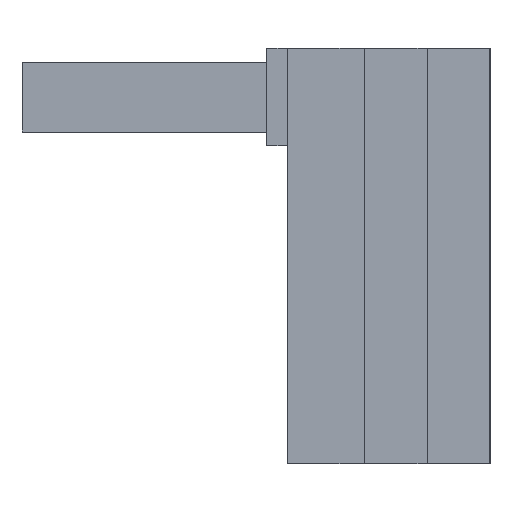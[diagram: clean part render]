
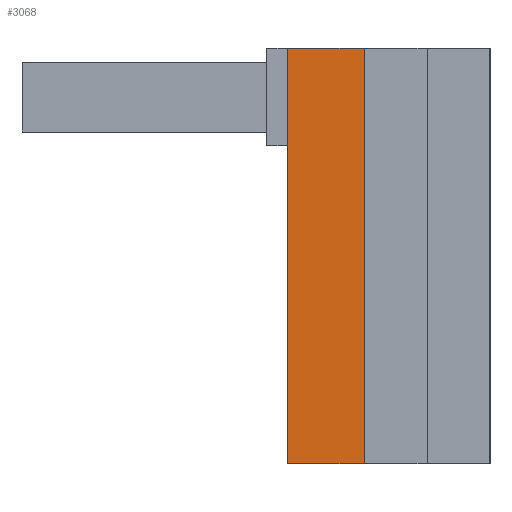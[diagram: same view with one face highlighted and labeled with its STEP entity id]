
A CAD part, left-side view. The second image highlights one B-rep face of the part: STEP entity #3068.
In plain terms, the highlighted planar face has unit normal (-1, 0, 0).
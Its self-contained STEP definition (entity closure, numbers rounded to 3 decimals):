
#2537=CARTESIAN_POINT('',(0.0,0.0,297.5));
#2538=VERTEX_POINT('',#2537);
#2545=CARTESIAN_POINT('',(0.0,-55.0,297.5));
#2546=VERTEX_POINT('',#2545);
#2547=CARTESIAN_POINT('',(0.0,-55.0,297.5));
#2548=DIRECTION('',(0.0,1.0,0.0));
#2549=VECTOR('',#2548,55.0);
#2550=LINE('',#2547,#2549);
#2551=EDGE_CURVE('',#2546,#2538,#2550,.T.);
#3027=CARTESIAN_POINT('',(0.0,-55.0,0.0));
#3028=VERTEX_POINT('',#3027);
#3029=CARTESIAN_POINT('',(0.0,-55.0,0.0));
#3030=DIRECTION('',(0.0,0.0,1.0));
#3031=VECTOR('',#3030,297.5);
#3032=LINE('',#3029,#3031);
#3033=EDGE_CURVE('',#3028,#2546,#3032,.T.);
#3045=CARTESIAN_POINT('',(0.0,-55.0,0.0));
#3046=DIRECTION('',(-1.0,0.0,0.0));
#3047=DIRECTION('',(0.0,0.0,1.0));
#3048=AXIS2_PLACEMENT_3D('',#3045,#3046,#3047);
#3049=PLANE('',#3048);
#3050=CARTESIAN_POINT('',(0.0,0.0,0.0));
#3051=VERTEX_POINT('',#3050);
#3052=CARTESIAN_POINT('',(0.0,0.0,0.0));
#3053=DIRECTION('',(0.0,0.0,1.0));
#3054=VECTOR('',#3053,297.5);
#3055=LINE('',#3052,#3054);
#3056=EDGE_CURVE('',#3051,#2538,#3055,.T.);
#3057=ORIENTED_EDGE('',*,*,#3056,.F.);
#3058=CARTESIAN_POINT('',(0.0,-55.0,0.0));
#3059=DIRECTION('',(0.0,1.0,0.0));
#3060=VECTOR('',#3059,55.0);
#3061=LINE('',#3058,#3060);
#3062=EDGE_CURVE('',#3028,#3051,#3061,.T.);
#3063=ORIENTED_EDGE('',*,*,#3062,.F.);
#3064=ORIENTED_EDGE('',*,*,#3033,.T.);
#3065=ORIENTED_EDGE('',*,*,#2551,.T.);
#3066=EDGE_LOOP('',(#3057,#3063,#3064,#3065));
#3067=FACE_OUTER_BOUND('',#3066,.T.);
#3068=ADVANCED_FACE('',(#3067),#3049,.T.);
